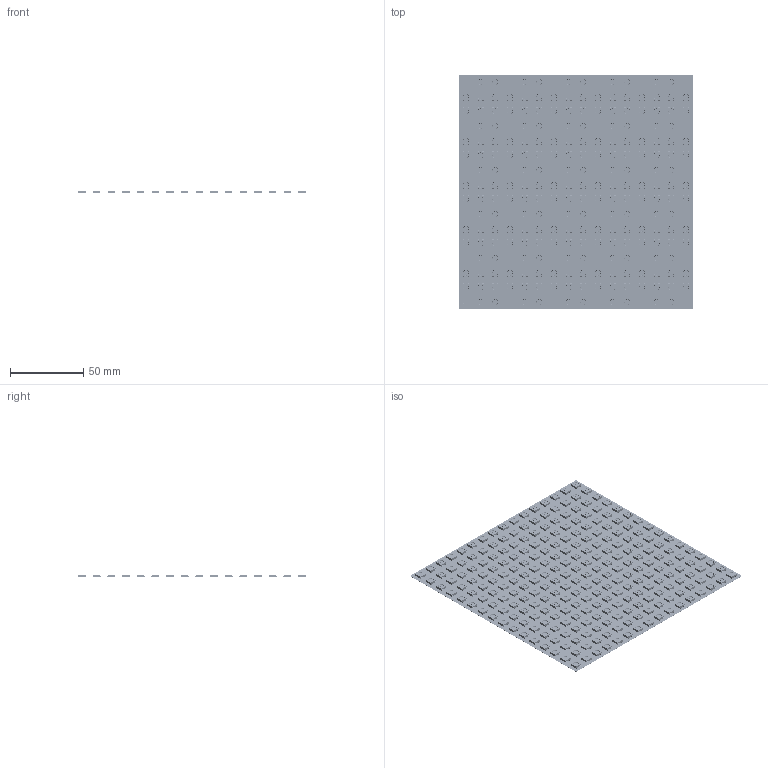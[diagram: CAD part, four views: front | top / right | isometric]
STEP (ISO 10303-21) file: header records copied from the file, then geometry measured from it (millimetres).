
FILE_DESCRIPTION(/* description */ (''),/* implementation_level */ '2;1');
FILE_NAME(/* name */ 'ws2812b_matrix_16x16.step',/* time_stamp */ '2021-03-19T20:45:05+01:00',/* author */ (''),/* organization */ (''),/* preprocessor_version */ 'ST-DEVELOPER v18.1',/* originating_system */ 'Autodesk Translation Framework v9.10.0.1330',/* authorisation */ '');
FILE_SCHEMA (('AUTOMOTIVE_DESIGN { 1 0 10303 214 3 1 1 }'));
Length unit declared in the file: millimetre
Products named in the file (2): ws2812b_matrix_16x16; WS2812_RGB_LED_updated
Assembly tree (256 placements, depth 2):
  ws2812b_matrix_16x16
    WS2812_RGB_LED_updated  x256
Bounding box: 160.02 x 160.02 x 1.8 mm (x, y, z)
Volume: 11010.3 mm3; surface area: 73799.4 mm2
Topology: 257 solids, 257 shells, 14854 faces, 45068 edges, 31240 vertices
Faces by surface type: plane 11270, cylinder 3328, cone 256
Full cylindrical faces by diameter (mm): 1.146 x256
Entity records: 4330 total; most frequent: DIRECTION 878, CARTESIAN_POINT 640, ORIENTED_EDGE 376, AXIS2_PLACEMENT_3D 368, PRODUCT_DEFINITION_SHAPE 258, ITEM_DEFINED_TRANSFORMATION 256, CONTEXT_DEPENDENT_SHAPE_REPRESENTATION 256, NEXT_ASSEMBLY_USAGE_OCCURRENCE 256
